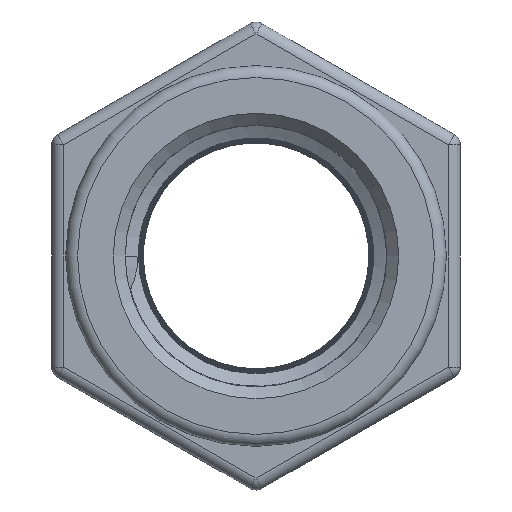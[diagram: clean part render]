
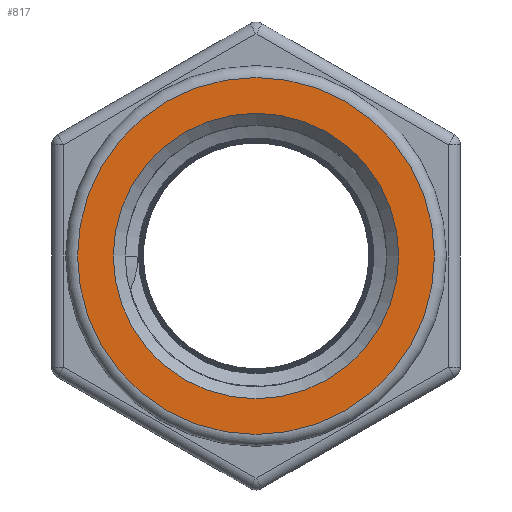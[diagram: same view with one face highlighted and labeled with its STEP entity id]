
A CAD part, left-side view. The second image highlights one B-rep face of the part: STEP entity #817.
In plain terms, the highlighted planar face has unit normal (-1, 0, 0).
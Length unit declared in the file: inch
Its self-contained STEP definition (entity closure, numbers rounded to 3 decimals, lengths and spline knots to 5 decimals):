
#61=FACE_BOUND($,#235,.T.);
#62=FACE_BOUND($,#236,.T.);
#235=EDGE_LOOP($,(#585));
#236=EDGE_LOOP($,(#586));
#304=CIRCLE($,#886,0.9);
#307=CIRCLE($,#891,0.72);
#391=VERTEX_POINT($,#2680);
#394=VERTEX_POINT($,#2688);
#460=EDGE_CURVE($,#391,#391,#304,.T.);
#463=EDGE_CURVE($,#394,#394,#307,.T.);
#585=ORIENTED_EDGE($,*,*,#463,.T.);
#586=ORIENTED_EDGE($,*,*,#460,.F.);
#799=PLANE($,#890);
#817=ADVANCED_FACE($,(#61,#62),#799,.T.);
#886=AXIS2_PLACEMENT_3D($,#2681,#1010,#1011);
#890=AXIS2_PLACEMENT_3D($,#2687,#1018,#1019);
#891=AXIS2_PLACEMENT_3D($,#2689,#1020,#1021);
#1010=DIRECTION('center_axis',(1.,0.,0.));
#1011=DIRECTION('ref_axis',(0.,-1.,0.));
#1018=DIRECTION('center_axis',(-1.,0.,0.));
#1019=DIRECTION('ref_axis',(0.,0.,1.));
#1020=DIRECTION('center_axis',(1.,0.,0.));
#1021=DIRECTION('ref_axis',(0.,1.,0.));
#2680=CARTESIAN_POINT('',(0.,0.9,0.));
#2681=CARTESIAN_POINT('Origin',(0.,0.,0.));
#2687=CARTESIAN_POINT('Origin',(0.,0.84,0.));
#2688=CARTESIAN_POINT('',(0.,0.72,0.));
#2689=CARTESIAN_POINT('Origin',(0.,0.,0.));
